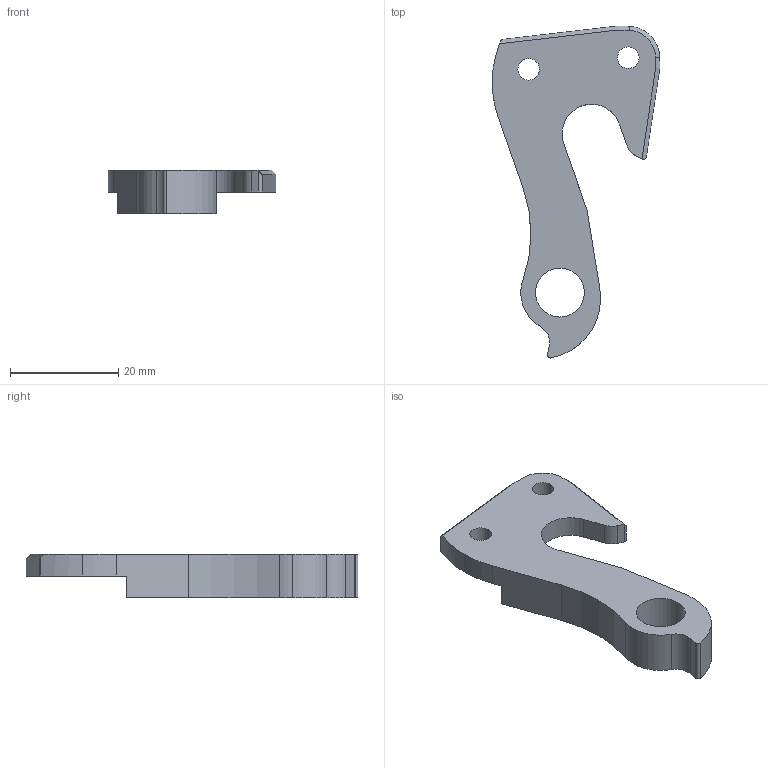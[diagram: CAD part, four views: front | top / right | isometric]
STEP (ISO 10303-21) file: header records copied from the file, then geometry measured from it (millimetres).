
FILE_DESCRIPTION (( 'STEP AP214' ), '1' );
FILE_NAME ('DR2061.STEP', '2019-02-14T21:41:12', ( 'JeffCAD' ), ( 'Microsoft' ), 'SwSTEP 2.0', 'SolidWorks 2019', '' );
FILE_SCHEMA (( 'AUTOMOTIVE_DESIGN' ));
Length unit declared in the file: millimetre
Products named in the file (1): DR2061
Bounding box: 31.02 x 61.43 x 8 mm (x, y, z)
Volume: 4862.7 mm3; surface area: 3231.7 mm2
Topology: 1 solids, 1 shells, 41 faces, 113 edges, 74 vertices
Faces by surface type: cylinder 23, plane 17, cone 1
Entity records: 1366 total; most frequent: DIRECTION 239, CARTESIAN_POINT 238, ORIENTED_EDGE 226, EDGE_CURVE 113, AXIS2_PLACEMENT_3D 87, VERTEX_POINT 74, VECTOR 65, LINE 65
